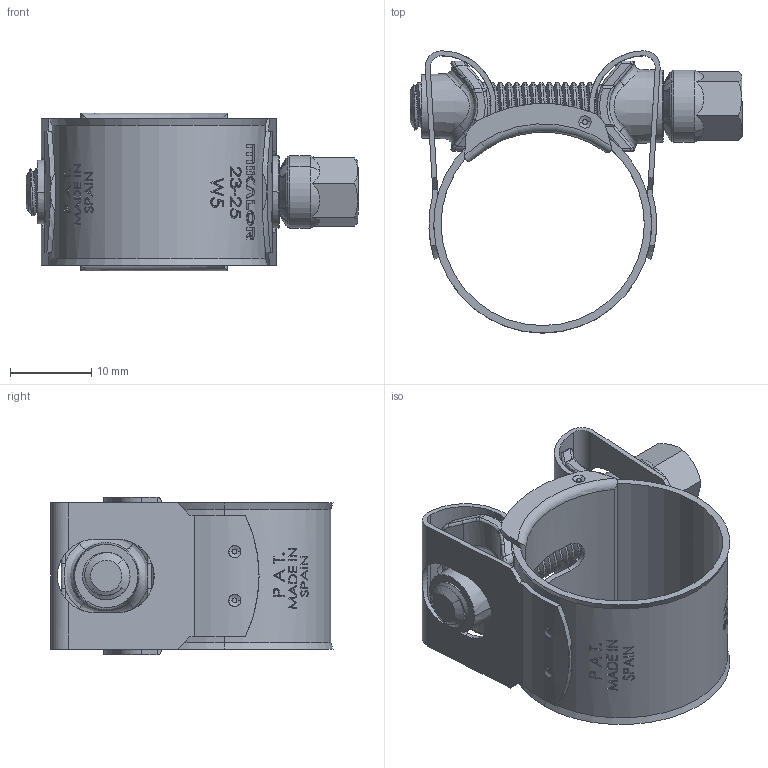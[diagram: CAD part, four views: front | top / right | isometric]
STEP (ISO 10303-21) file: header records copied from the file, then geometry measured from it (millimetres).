
FILE_DESCRIPTION (( 'STEP AP214' ), '1' );
FILE_NAME ('23-25W5.STEP', '2013-04-30T07:04:37', ( '' ), ( '' ), 'SwSTEP 2.0', 'SolidWorks 2012', '' );
FILE_SCHEMA (( 'AUTOMOTIVE_DESIGN' ));
Length unit declared in the file: millimetre
Products named in the file (6): 202287_Cargol_M6x32W5; 23-25_W5_TEULA_07x25; CASQUILLO_PASSAT_M6_W5; CASQUILLO_ROSCAT_M6_W5; 23-25_W5_CINTA_06x18; 23-25W5
Assembly tree (5 placements, depth 2):
  23-25W5
    23-25_W5_CINTA_06x18
    CASQUILLO_ROSCAT_M6_W5
    CASQUILLO_PASSAT_M6_W5
    23-25_W5_TEULA_07x25
    202287_Cargol_M6x32W5
Bounding box: 40.85 x 34.72 x 19.4 mm (x, y, z)
Volume: 3722.9 mm3; surface area: 8199.8 mm2
Topology: 5 solids, 5 shells, 737 faces, 1990 edges, 1296 vertices
Faces by surface type: plane 237, bspline 223, cylinder 214, cone 27, torus 22, sphere 14
Entity records: 46116 total; most frequent: CARTESIAN_POINT 29826, ORIENTED_EDGE 3964, DIRECTION 2442, EDGE_CURVE 1982, VERTEX_POINT 1292, AXIS2_PLACEMENT_3D 904, B_SPLINE_CURVE_WITH_KNOTS 805, EDGE_LOOP 788
